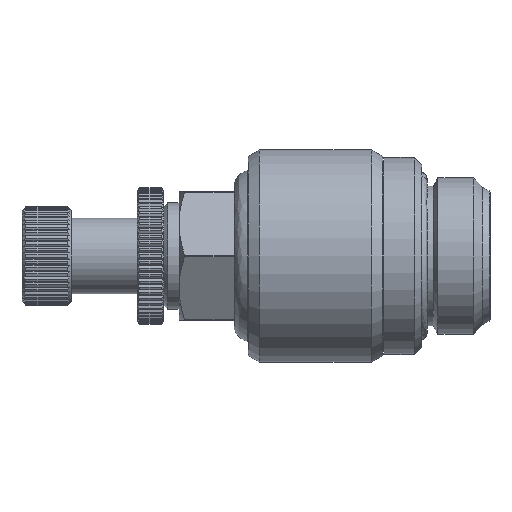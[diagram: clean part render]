
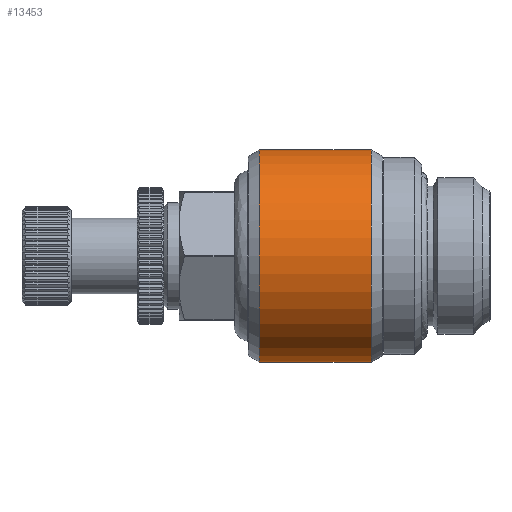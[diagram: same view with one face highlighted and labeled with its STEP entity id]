
A CAD part, left-side view. The second image highlights one B-rep face of the part: STEP entity #13453.
In plain terms, the highlighted cylindrical face has radius 14 mm (diameter 28 mm), a partial arc.
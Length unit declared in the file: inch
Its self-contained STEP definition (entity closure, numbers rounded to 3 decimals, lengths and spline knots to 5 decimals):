
#233 = CIRCLE ( 'NONE', #17893, 0.55118 ) ;
#668 = DIRECTION ( 'NONE',  ( 0., 0., 1. ) ) ;
#982 = EDGE_CURVE ( 'NONE', #20321, #28560, #5952, .T. ) ;
#1688 = EDGE_LOOP ( 'NONE', ( #2003, #15921, #27878, #28916 ) ) ;
#2003 = ORIENTED_EDGE ( 'NONE', *, *, #7181, .F. ) ;
#5952 = CIRCLE ( 'NONE', #22938, 0.55118 ) ;
#7181 = EDGE_CURVE ( 'NONE', #9844, #28560, #19008, .T. ) ;
#7550 = VECTOR ( 'NONE', #21247, 39.37008 ) ;
#9051 = VERTEX_POINT ( 'NONE', #15154 ) ;
#9481 = VECTOR ( 'NONE', #21312, 39.37008 ) ;
#9844 = VERTEX_POINT ( 'NONE', #22166 ) ;
#10378 = DIRECTION ( 'NONE',  ( 0., 0., 1. ) ) ;
#10475 = DIRECTION ( 'NONE',  ( 0., -1., 0. ) ) ;
#10535 = CARTESIAN_POINT ( 'NONE',  ( 0., 1.19685, 0. ) ) ;
#12075 = CYLINDRICAL_SURFACE ( 'NONE', #16011, 0.55118 ) ;
#13453 = ADVANCED_FACE ( 'NONE', ( #15627 ), #12075, .T. ) ;
#14098 = DIRECTION ( 'NONE',  ( 0., 1., 0. ) ) ;
#14522 = CARTESIAN_POINT ( 'NONE',  ( 0., 0.9065, 0.55118 ) ) ;
#15154 = CARTESIAN_POINT ( 'NONE',  ( 0., 0.61614, 0.55118 ) ) ;
#15627 = FACE_OUTER_BOUND ( 'NONE', #1688, .T. ) ;
#15921 = ORIENTED_EDGE ( 'NONE', *, *, #20280, .T. ) ;
#16011 = AXIS2_PLACEMENT_3D ( 'NONE', #23329, #16559, #21218 ) ;
#16559 = DIRECTION ( 'NONE',  ( 0., 1., 0. ) ) ;
#17893 = AXIS2_PLACEMENT_3D ( 'NONE', #27577, #14098, #668 ) ;
#19008 = LINE ( 'NONE', #27941, #9481 ) ;
#20280 = EDGE_CURVE ( 'NONE', #9844, #9051, #233, .T. ) ;
#20321 = VERTEX_POINT ( 'NONE', #25468 ) ;
#21218 = DIRECTION ( 'NONE',  ( 0., 0., 1. ) ) ;
#21247 = DIRECTION ( 'NONE',  ( 0., 1., 0. ) ) ;
#21312 = DIRECTION ( 'NONE',  ( 0., 1., 0. ) ) ;
#22166 = CARTESIAN_POINT ( 'NONE',  ( 0., 0.61614, -0.55118 ) ) ;
#22803 = EDGE_CURVE ( 'NONE', #9051, #20321, #24777, .T. ) ;
#22938 = AXIS2_PLACEMENT_3D ( 'NONE', #10535, #10475, #10378 ) ;
#23329 = CARTESIAN_POINT ( 'NONE',  ( 0., 0.9065, 0. ) ) ;
#24777 = LINE ( 'NONE', #14522, #7550 ) ;
#25468 = CARTESIAN_POINT ( 'NONE',  ( 0., 1.19685, 0.55118 ) ) ;
#26980 = CARTESIAN_POINT ( 'NONE',  ( 0., 1.19685, -0.55118 ) ) ;
#27577 = CARTESIAN_POINT ( 'NONE',  ( 0., 0.61614, 0. ) ) ;
#27878 = ORIENTED_EDGE ( 'NONE', *, *, #22803, .T. ) ;
#27941 = CARTESIAN_POINT ( 'NONE',  ( 0., 0.9065, -0.55118 ) ) ;
#28560 = VERTEX_POINT ( 'NONE', #26980 ) ;
#28916 = ORIENTED_EDGE ( 'NONE', *, *, #982, .T. ) ;
